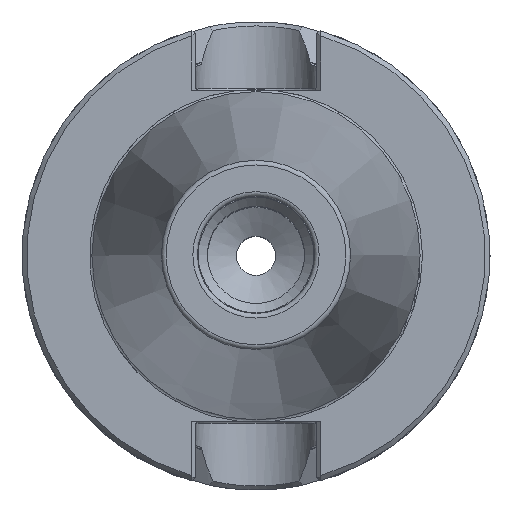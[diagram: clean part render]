
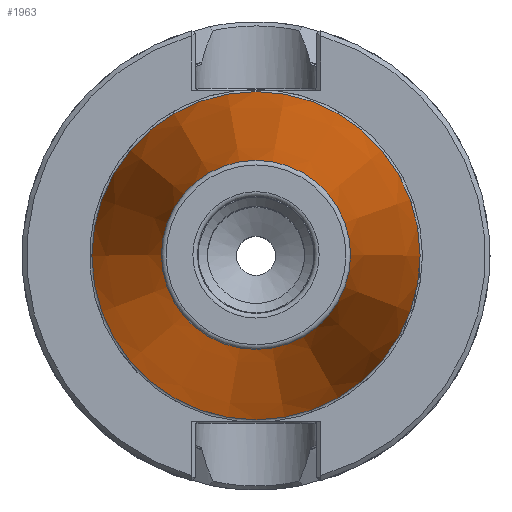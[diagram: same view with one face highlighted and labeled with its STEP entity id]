
A CAD part, top view. The second image highlights one B-rep face of the part: STEP entity #1963.
In plain terms, the highlighted conical face has half-angle 8.297 degrees and reference radius 20.204 mm.
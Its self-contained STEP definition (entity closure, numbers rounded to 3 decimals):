
#207=CONICAL_SURFACE('',#2098,20.204,0.145);
#312=ORIENTED_EDGE('',*,*,#637,.T.);
#313=ORIENTED_EDGE('',*,*,#636,.F.);
#636=EDGE_CURVE('',#812,#812,#940,.T.);
#637=EDGE_CURVE('',#813,#813,#941,.T.);
#812=VERTEX_POINT('',#2700);
#813=VERTEX_POINT('',#2703);
#940=CIRCLE('',#2097,20.204);
#941=CIRCLE('',#2099,35.065);
#1042=EDGE_LOOP('',(#312));
#1043=EDGE_LOOP('',(#313));
#1180=FACE_BOUND('',#1042,.T.);
#1181=FACE_BOUND('',#1043,.T.);
#1963=ADVANCED_FACE('',(#1180,#1181),#207,.T.);
#2097=AXIS2_PLACEMENT_3D('',#2699,#2336,#2337);
#2098=AXIS2_PLACEMENT_3D('',#2701,#2338,#2339);
#2099=AXIS2_PLACEMENT_3D('',#2702,#2340,#2341);
#2336=DIRECTION('',(0.,0.,1.));
#2337=DIRECTION('',(1.,0.,0.));
#2338=DIRECTION('',(0.,0.,-1.));
#2339=DIRECTION('',(-1.,0.,0.));
#2340=DIRECTION('',(0.,0.,1.));
#2341=DIRECTION('',(1.,0.,0.));
#2699=CARTESIAN_POINT('',(0.,0.,100.944));
#2700=CARTESIAN_POINT('',(20.204,0.,100.944));
#2701=CARTESIAN_POINT('',(0.,0.,100.944));
#2702=CARTESIAN_POINT('',(0.,0.,-0.963));
#2703=CARTESIAN_POINT('',(35.065,0.,-0.963));
